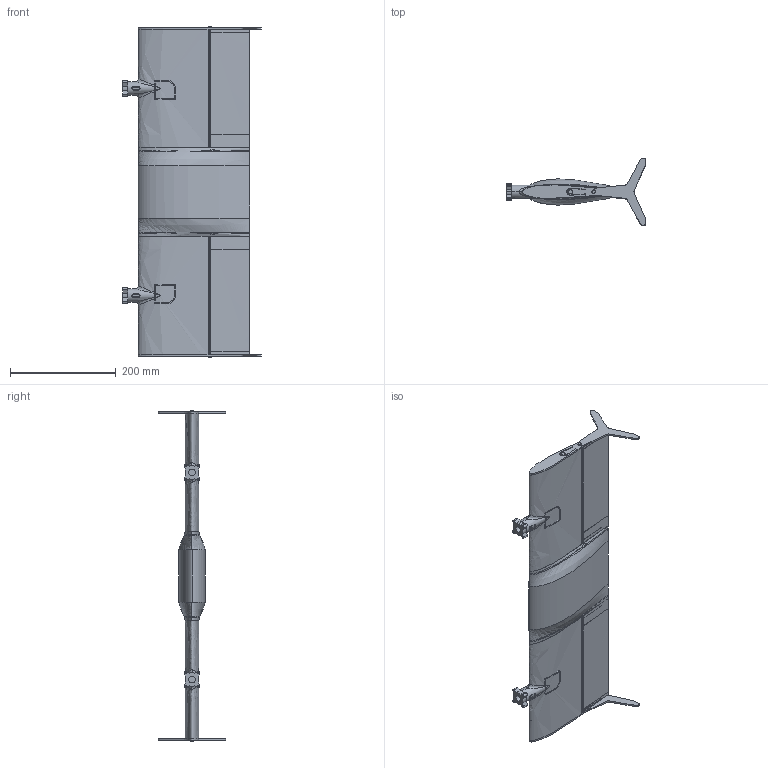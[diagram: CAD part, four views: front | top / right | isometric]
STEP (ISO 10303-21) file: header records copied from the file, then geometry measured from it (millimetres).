
FILE_DESCRIPTION (( 'STEP AP214' ), '1' );
FILE_NAME ('Hummingbird_V3_MECH.STEP', '2018-09-11T15:12:49', ( '' ), ( '' ), 'SwSTEP 2.0', 'SolidWorks 2017', '' );
FILE_SCHEMA (( 'AUTOMOTIVE_DESIGN' ));
Length unit declared in the file: millimetre
Products named in the file (1): Hummingbird_V3_MECH
Bounding box: 262.23 x 127 x 623.92 mm (x, y, z)
Volume: 2607213.7 mm3; surface area: 452649.9 mm2
Topology: 18 solids, 18 shells, 587 faces, 1539 edges, 994 vertices
Faces by surface type: cylinder 260, plane 223, bspline 70, torus 34
Entity records: 30456 total; most frequent: CARTESIAN_POINT 15921, ORIENTED_EDGE 3070, DIRECTION 2805, EDGE_CURVE 1535, AXIS2_PLACEMENT_3D 1026, VERTEX_POINT 994, VECTOR 753, LINE 753
